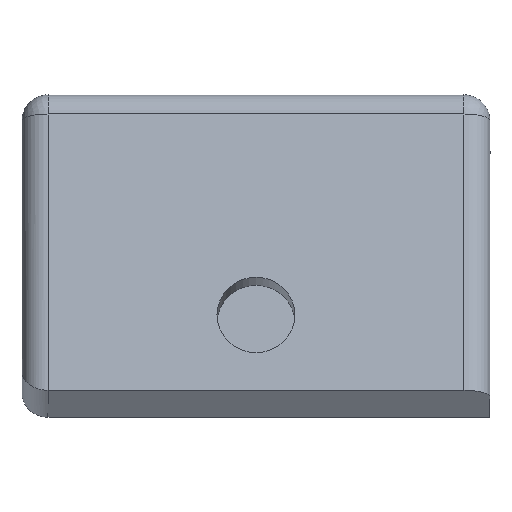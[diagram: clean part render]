
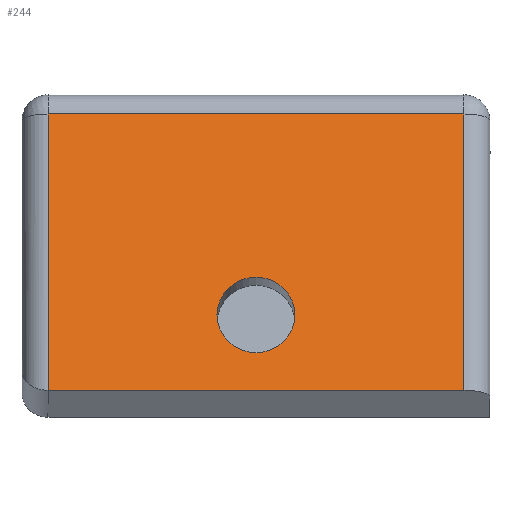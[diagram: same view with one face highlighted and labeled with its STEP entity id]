
A CAD part, left-side view. The second image highlights one B-rep face of the part: STEP entity #244.
In plain terms, the highlighted planar face has unit normal (-0.966, 0, 0.259).
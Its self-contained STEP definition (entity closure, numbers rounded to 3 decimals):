
#15=FACE_BOUND('',#60,.T.);
#27=PLANE('',#286);
#43=FACE_OUTER_BOUND('',#59,.T.);
#59=EDGE_LOOP('',(#216,#217,#218,#219));
#60=EDGE_LOOP('',(#220));
#68=LINE('',#433,#85);
#70=LINE('',#436,#87);
#73=LINE('',#443,#90);
#77=LINE('',#455,#94);
#85=VECTOR('',#330,10.);
#87=VECTOR('',#334,10.);
#90=VECTOR('',#341,10.);
#94=VECTOR('',#359,10.);
#95=CIRCLE('',#260,0.75);
#106=VERTEX_POINT('',#364);
#109=VERTEX_POINT('',#372);
#116=VERTEX_POINT('',#407);
#118=VERTEX_POINT('',#412);
#122=VERTEX_POINT('',#439);
#125=EDGE_CURVE('',#106,#106,#95,.T.);
#144=EDGE_CURVE('',#116,#118,#68,.T.);
#146=EDGE_CURVE('',#118,#109,#70,.T.);
#150=EDGE_CURVE('',#109,#122,#73,.T.);
#156=EDGE_CURVE('',#116,#122,#77,.T.);
#216=ORIENTED_EDGE('',*,*,#144,.F.);
#217=ORIENTED_EDGE('',*,*,#156,.T.);
#218=ORIENTED_EDGE('',*,*,#150,.F.);
#219=ORIENTED_EDGE('',*,*,#146,.F.);
#220=ORIENTED_EDGE('',*,*,#125,.T.);
#244=ADVANCED_FACE('',(#43,#15),#27,.T.);
#260=AXIS2_PLACEMENT_3D('',#365,#291,#292);
#286=AXIS2_PLACEMENT_3D('',#456,#360,#361);
#291=DIRECTION('center_axis',(0.966,0.,-0.259));
#292=DIRECTION('ref_axis',(0.,-1.,0.));
#330=DIRECTION('',(0.259,0.,0.966));
#334=DIRECTION('',(0.,-1.,0.));
#341=DIRECTION('',(-0.259,0.,-0.966));
#359=DIRECTION('',(0.,-1.,0.));
#360=DIRECTION('center_axis',(-0.966,0.,
0.259));
#361=DIRECTION('ref_axis',(0.259,0.,0.966));
#364=CARTESIAN_POINT('',(149.708,7.181,36.291));
#365=CARTESIAN_POINT('Origin',(149.708,6.431,36.291));
#372=CARTESIAN_POINT('',(150.743,2.431,40.155));
#407=CARTESIAN_POINT('',(149.32,10.431,34.843));
#412=CARTESIAN_POINT('',(150.743,10.431,40.155));
#433=CARTESIAN_POINT('',(149.708,10.431,36.291));
#436=CARTESIAN_POINT('',(150.743,8.681,40.155));
#439=CARTESIAN_POINT('',(149.32,2.431,34.843));
#443=CARTESIAN_POINT('',(150.484,2.431,39.189));
#455=CARTESIAN_POINT('',(149.32,-31.649,34.843));
#456=CARTESIAN_POINT('Origin',(150.096,6.431,37.74));
